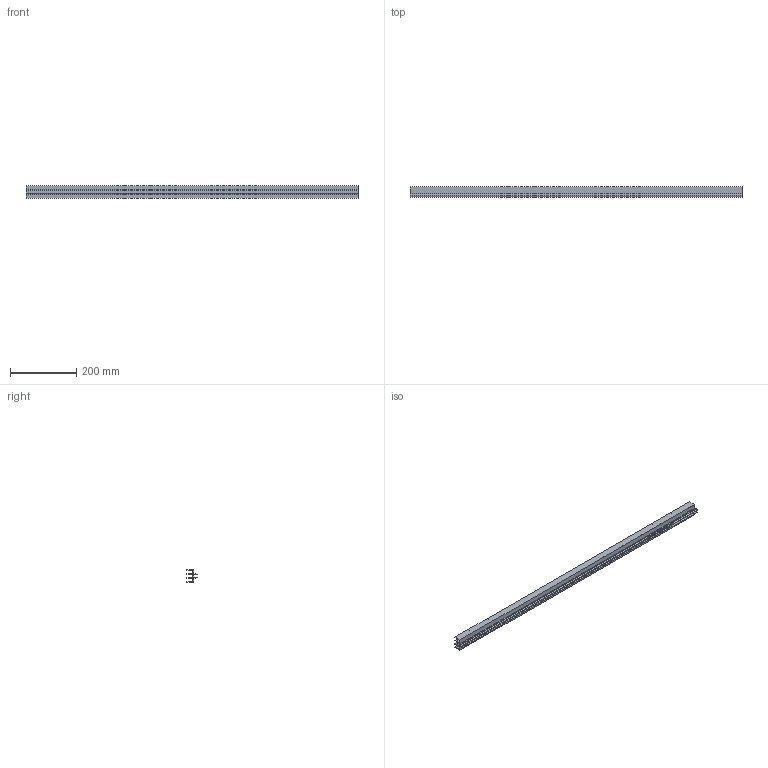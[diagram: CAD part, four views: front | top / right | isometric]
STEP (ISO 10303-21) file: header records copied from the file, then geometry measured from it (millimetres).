
FILE_DESCRIPTION(('STEP AP214'),'1');
FILE_NAME('cctmp_22193B14-69CE-4649-9F51-27841ADBB8BA_2024_05_13_08_43_29_0772_20420..stp','2024-05-13T06:43:29',('Bosch Rexroth AG'),('CADClick - www.CADClick.com'),'Spatial InterOp 3D',' ','unknown authorization - (Healing Option Enabled)');
FILE_SCHEMA(('AUTOMOTIVE_DESIGN'));
Length unit declared in the file: millimetre
Products named in the file (1): 2024_05_13_08_43_29_0756
Bounding box: 1000 x 31.5 x 38 mm (x, y, z)
Volume: 305399.2 mm3; surface area: 269566.1 mm2
Topology: 1 solids, 1 shells, 40 faces, 114 edges, 76 vertices
Faces by surface type: plane 40
Entity records: 1622 total; most frequent: CARTESIAN_POINT 231, ORIENTED_EDGE 228, DIRECTION 196, EDGE_CURVE 114, LINE 114, VECTOR 114, VERTEX_POINT 76, STYLED_ITEM 41
